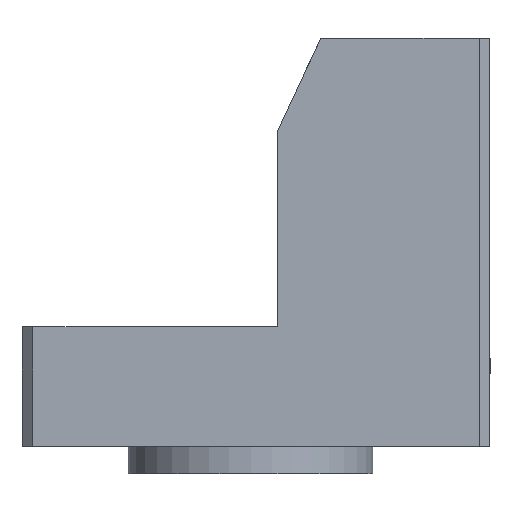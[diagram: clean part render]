
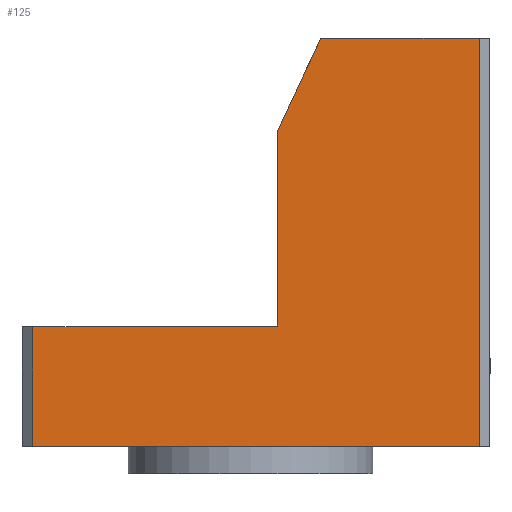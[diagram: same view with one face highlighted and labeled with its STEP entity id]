
A CAD part, front view. The second image highlights one B-rep face of the part: STEP entity #125.
In plain terms, the highlighted planar face has unit normal (0, -1, 0).
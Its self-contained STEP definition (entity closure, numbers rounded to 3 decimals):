
#125=ADVANCED_FACE('',(#235),#188,.F.);
#188=PLANE('',#1191);
#235=FACE_OUTER_BOUND('',#289,.T.);
#289=EDGE_LOOP('',(#472,#473,#474,#475,#476,#477,#478));
#472=ORIENTED_EDGE('',*,*,#808,.T.);
#473=ORIENTED_EDGE('',*,*,#851,.T.);
#474=ORIENTED_EDGE('',*,*,#825,.F.);
#475=ORIENTED_EDGE('',*,*,#816,.T.);
#476=ORIENTED_EDGE('',*,*,#810,.T.);
#477=ORIENTED_EDGE('',*,*,#842,.T.);
#478=ORIENTED_EDGE('',*,*,#852,.T.);
#690=VERTEX_POINT('',#1657);
#691=VERTEX_POINT('',#1659);
#692=VERTEX_POINT('',#1663);
#693=VERTEX_POINT('',#1664);
#698=VERTEX_POINT('',#1676);
#705=VERTEX_POINT('',#1694);
#716=VERTEX_POINT('',#1724);
#808=EDGE_CURVE('',#691,#690,#964,.T.);
#810=EDGE_CURVE('',#692,#693,#966,.T.);
#816=EDGE_CURVE('',#698,#692,#972,.T.);
#825=EDGE_CURVE('',#698,#705,#981,.T.);
#842=EDGE_CURVE('',#693,#716,#998,.T.);
#851=EDGE_CURVE('',#690,#705,#1006,.T.);
#852=EDGE_CURVE('',#716,#691,#1007,.T.);
#964=LINE('',#1658,#1088);
#966=LINE('',#1662,#1090);
#972=LINE('',#1675,#1096);
#981=LINE('',#1693,#1105);
#998=LINE('',#1725,#1122);
#1006=LINE('',#1741,#1130);
#1007=LINE('',#1742,#1131);
#1088=VECTOR('',#1329,1.);
#1090=VECTOR('',#1333,1.);
#1096=VECTOR('',#1341,1.);
#1105=VECTOR('',#1354,1.);
#1122=VECTOR('',#1377,1.);
#1130=VECTOR('',#1393,1.);
#1131=VECTOR('',#1394,1.);
#1191=AXIS2_PLACEMENT_3D('',#1743,#1395,#1396);
#1329=DIRECTION('',(1.,0.,0.));
#1333=DIRECTION('',(0.,0.,-1.));
#1341=DIRECTION('',(-0.423,0.,-0.906));
#1354=DIRECTION('',(1.,0.,0.));
#1377=DIRECTION('',(-1.,0.,0.));
#1393=DIRECTION('',(0.,0.,1.));
#1394=DIRECTION('',(0.,0.,-1.));
#1395=DIRECTION('',(0.,1.,0.));
#1396=DIRECTION('',(0.,0.,1.));
#1657=CARTESIAN_POINT('',(42.,-35.,-0.67));
#1658=CARTESIAN_POINT('',(-42.,-35.,-0.67));
#1659=CARTESIAN_POINT('',(-40.,-35.,-0.67));
#1662=CARTESIAN_POINT('',(5.,-35.,57.377));
#1663=CARTESIAN_POINT('',(5.,-35.,57.377));
#1664=CARTESIAN_POINT('',(5.,-35.,21.33));
#1675=CARTESIAN_POINT('',(8.709,-35.,65.33));
#1676=CARTESIAN_POINT('',(12.906,-35.,74.33));
#1693=CARTESIAN_POINT('',(12.906,-35.,74.33));
#1694=CARTESIAN_POINT('',(42.,-35.,74.33));
#1724=CARTESIAN_POINT('',(-40.,-35.,21.33));
#1725=CARTESIAN_POINT('',(5.,-35.,21.33));
#1741=CARTESIAN_POINT('',(42.,-35.,74.33));
#1742=CARTESIAN_POINT('',(-40.,-35.,-0.67));
#1743=CARTESIAN_POINT('',(-11.809,-35.,21.33));
